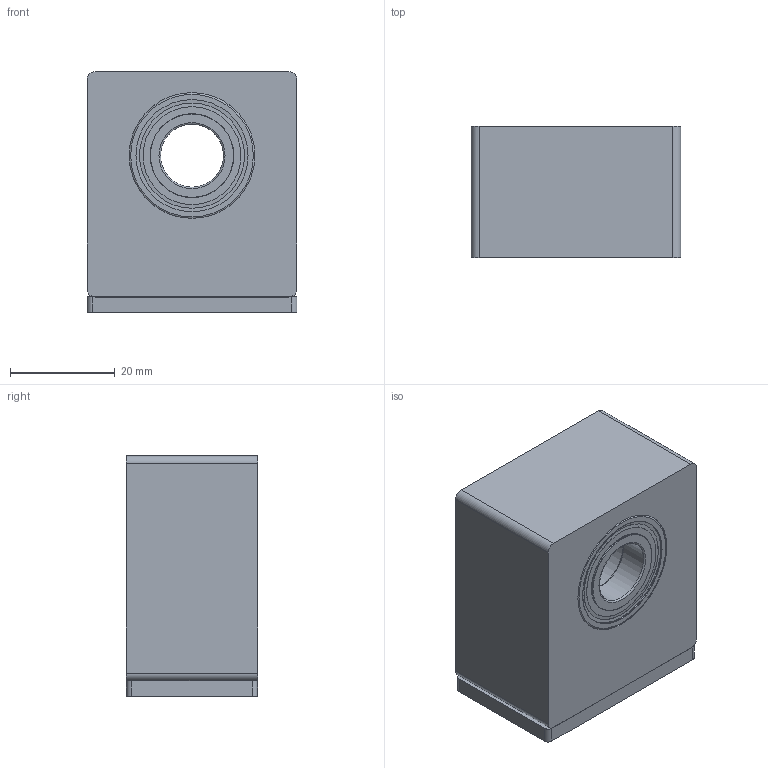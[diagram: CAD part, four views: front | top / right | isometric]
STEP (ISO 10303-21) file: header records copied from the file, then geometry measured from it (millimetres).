
FILE_DESCRIPTION(/* description */ (''),/* implementation_level */ '2;1');
FILE_NAME(/* name */ 'Bearing House v1.step',/* time_stamp */ '2023-07-14T13:32:07+05:30',/* author */ (''),/* organization */ (''),/* preprocessor_version */ 'ST-DEVELOPER v19.2',/* originating_system */ 'Autodesk Translation Framework v12.6.0.85',/* authorisation */ '');
FILE_SCHEMA (('AUTOMOTIVE_DESIGN { 1 0 10303 214 3 1 1 }'));
Length unit declared in the file: millimetre
Products named in the file (7): Bearing House; Universal Bearing Housing; SKF_61901-2Z; SKF_61901-2Z_ball1; SKF_61901-2Z_or; SKF_61901-2Z_ir; Universal Bearing Housing Spacer
Assembly tree (16 placements, depth 3):
  Bearing House
    Universal Bearing Housing
    SKF_61901-2Z  x2
      SKF_61901-2Z_ball1
      SKF_61901-2Z_or
      SKF_61901-2Z_ir
    Universal Bearing Housing Spacer
Bounding box: 40 x 25 x 45.94 mm (x, y, z)
Volume: 39573.6 mm3; surface area: 18389.1 mm2
Topology: 26 solids, 26 shells, 317 faces, 827 edges, 536 vertices
Faces by surface type: cylinder 205, plane 42, sphere 20, torus 20, cone 20, bspline 10
Full cylindrical faces by diameter (mm): 5 x80, 5.866 x72, 12 x2, 14 x1, 16 x8, 20.3 x4, 21.4 x8, 24 x4
Entity records: 20548 total; most frequent: CARTESIAN_POINT 14491, ORIENTED_EDGE 1378, DIRECTION 1015, EDGE_CURVE 689, VERTEX_POINT 451, AXIS2_PLACEMENT_3D 381, EDGE_LOOP 282, FACE_OUTER_BOUND 258
